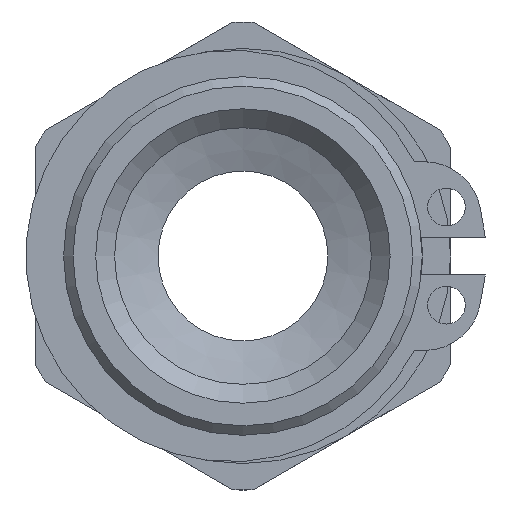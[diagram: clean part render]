
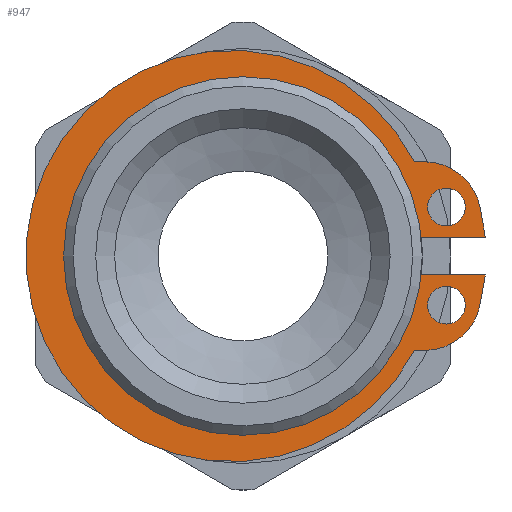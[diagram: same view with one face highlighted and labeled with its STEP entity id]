
A CAD part, left-side view. The second image highlights one B-rep face of the part: STEP entity #947.
In plain terms, the highlighted planar face has unit normal (-1, 0, 0).
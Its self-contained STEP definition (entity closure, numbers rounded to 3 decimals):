
#28=FACE_BOUND('',#209,.T.);
#29=FACE_BOUND('',#210,.T.);
#42=PLANE('',#1042);
#150=FACE_OUTER_BOUND('',#208,.T.);
#208=EDGE_LOOP('',(#724,#725,#726,#727,#728,#729,#730,#731,#732,#733));
#209=EDGE_LOOP('',(#734));
#210=EDGE_LOOP('',(#735));
#268=LINE('',#1468,#331);
#271=LINE('',#1477,#334);
#275=LINE('',#1489,#338);
#277=LINE('',#1493,#340);
#280=LINE('',#1500,#343);
#284=LINE('',#1506,#347);
#331=VECTOR('',#1173,10.);
#334=VECTOR('',#1182,10.);
#338=VECTOR('',#1196,10.);
#340=VECTOR('',#1200,10.);
#343=VECTOR('',#1205,10.);
#347=VECTOR('',#1211,10.);
#394=CIRCLE('',#1027,3.);
#395=CIRCLE('',#1030,3.);
#396=CIRCLE('',#1033,1.);
#397=CIRCLE('',#1035,1.);
#398=CIRCLE('',#1041,10.9);
#399=CIRCLE('',#1043,9.);
#458=VERTEX_POINT('',#1460);
#459=VERTEX_POINT('',#1461);
#460=VERTEX_POINT('',#1466);
#461=VERTEX_POINT('',#1470);
#462=VERTEX_POINT('',#1471);
#463=VERTEX_POINT('',#1476);
#464=VERTEX_POINT('',#1480);
#465=VERTEX_POINT('',#1484);
#466=VERTEX_POINT('',#1488);
#467=VERTEX_POINT('',#1492);
#469=VERTEX_POINT('',#1498);
#470=VERTEX_POINT('',#1499);
#542=EDGE_CURVE('',#458,#459,#394,.T.);
#546=EDGE_CURVE('',#460,#458,#268,.T.);
#547=EDGE_CURVE('',#461,#462,#395,.T.);
#550=EDGE_CURVE('',#462,#463,#271,.T.);
#552=EDGE_CURVE('',#464,#464,#396,.T.);
#554=EDGE_CURVE('',#465,#465,#397,.T.);
#556=EDGE_CURVE('',#459,#466,#275,.T.);
#558=EDGE_CURVE('',#466,#467,#277,.T.);
#561=EDGE_CURVE('',#469,#470,#280,.T.);
#565=EDGE_CURVE('',#470,#461,#284,.T.);
#566=EDGE_CURVE('',#463,#460,#398,.T.);
#567=EDGE_CURVE('',#467,#469,#399,.T.);
#724=ORIENTED_EDGE('',*,*,#542,.F.);
#725=ORIENTED_EDGE('',*,*,#546,.F.);
#726=ORIENTED_EDGE('',*,*,#566,.F.);
#727=ORIENTED_EDGE('',*,*,#550,.F.);
#728=ORIENTED_EDGE('',*,*,#547,.F.);
#729=ORIENTED_EDGE('',*,*,#565,.F.);
#730=ORIENTED_EDGE('',*,*,#561,.F.);
#731=ORIENTED_EDGE('',*,*,#567,.F.);
#732=ORIENTED_EDGE('',*,*,#558,.F.);
#733=ORIENTED_EDGE('',*,*,#556,.F.);
#734=ORIENTED_EDGE('',*,*,#552,.T.);
#735=ORIENTED_EDGE('',*,*,#554,.T.);
#947=ADVANCED_FACE('',(#150,#28,#29),#42,.T.);
#1027=AXIS2_PLACEMENT_3D('',#1462,#1166,#1167);
#1030=AXIS2_PLACEMENT_3D('',#1472,#1176,#1177);
#1033=AXIS2_PLACEMENT_3D('',#1481,#1186,#1187);
#1035=AXIS2_PLACEMENT_3D('',#1485,#1191,#1192);
#1041=AXIS2_PLACEMENT_3D('',#1508,#1214,#1215);
#1042=AXIS2_PLACEMENT_3D('',#1509,#1216,#1217);
#1043=AXIS2_PLACEMENT_3D('',#1510,#1218,#1219);
#1166=DIRECTION('center_axis',(1.,0.,0.));
#1167=DIRECTION('ref_axis',(0.,-0.643,0.766));
#1173=DIRECTION('',(0.,-1.,0.));
#1176=DIRECTION('center_axis',(1.,0.,0.));
#1177=DIRECTION('ref_axis',(0.,-0.642,-0.766));
#1182=DIRECTION('',(0.,1.,0.));
#1186=DIRECTION('center_axis',(1.,0.,0.));
#1187=DIRECTION('ref_axis',(0.,0.,
1.));
#1191=DIRECTION('center_axis',(1.,0.,0.));
#1192=DIRECTION('ref_axis',(0.,0.,
1.));
#1196=DIRECTION('',(0.,-0.173,-0.985));
#1200=DIRECTION('',(0.,1.,0.));
#1205=DIRECTION('',(0.,-1.,0.));
#1211=DIRECTION('',(0.,0.174,-0.985));
#1214=DIRECTION('center_axis',(1.,0.,0.));
#1215=DIRECTION('ref_axis',(0.,-0.889,0.458));
#1216=DIRECTION('center_axis',(-1.,0.,0.));
#1217=DIRECTION('ref_axis',(0.,0.,
1.));
#1218=DIRECTION('center_axis',(-1.,0.,0.));
#1219=DIRECTION('ref_axis',(0.,1.,0.));
#1460=CARTESIAN_POINT('',(5.3,-9.624,4.995));
#1461=CARTESIAN_POINT('',(5.3,-12.577,2.515));
#1462=CARTESIAN_POINT('Origin',(5.3,-9.623,1.995));
#1466=CARTESIAN_POINT('',(5.3,-9.088,4.996));
#1468=CARTESIAN_POINT('',(5.3,-12.141,4.994));
#1470=CARTESIAN_POINT('',(5.3,-12.575,-2.527));
#1471=CARTESIAN_POINT('',(5.3,-9.619,-5.005));
#1472=CARTESIAN_POINT('Origin',(5.3,-9.621,-2.005));
#1476=CARTESIAN_POINT('',(5.3,-9.083,-5.004));
#1477=CARTESIAN_POINT('',(5.3,-9.083,-5.004));
#1480=CARTESIAN_POINT('',(5.3,-10.781,1.595));
#1481=CARTESIAN_POINT('Origin',(5.3,-10.781,2.595));
#1484=CARTESIAN_POINT('',(5.3,-10.778,-3.605));
#1485=CARTESIAN_POINT('Origin',(5.3,-10.779,-2.605));
#1488=CARTESIAN_POINT('',(5.3,-12.845,0.994));
#1489=CARTESIAN_POINT('',(5.3,-12.845,0.994));
#1492=CARTESIAN_POINT('',(5.3,-8.945,0.996));
#1493=CARTESIAN_POINT('',(5.3,-8.945,0.996));
#1498=CARTESIAN_POINT('',(5.3,-8.944,-1.004));
#1499=CARTESIAN_POINT('',(5.3,-12.844,-1.006));
#1500=CARTESIAN_POINT('',(5.3,-12.844,-1.006));
#1506=CARTESIAN_POINT('',(5.3,-12.136,-5.006));
#1508=CARTESIAN_POINT('Origin',(5.3,0.6,0.));
#1509=CARTESIAN_POINT('Origin',(5.3,-1.48,-0.001));
#1510=CARTESIAN_POINT('Origin',(5.3,0.,0.));
